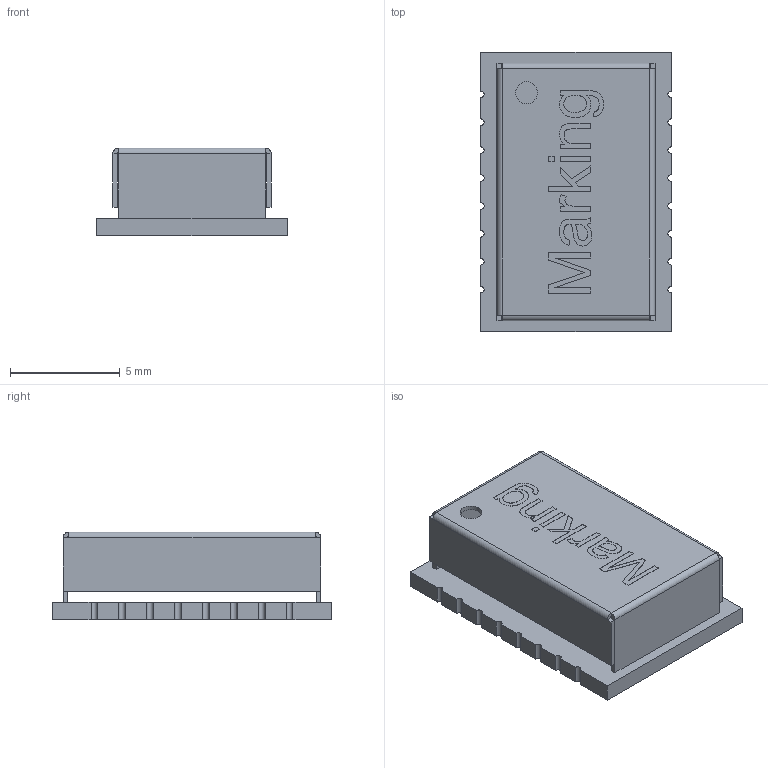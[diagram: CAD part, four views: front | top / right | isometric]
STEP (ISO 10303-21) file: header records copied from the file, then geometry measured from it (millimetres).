
FILE_DESCRIPTION(/* description */ ('Unknown'),/* implementation_level */ '2;1');
FILE_NAME(/* name */ 'T_Wurth_WE-LANAQ_749012310',/* time_stamp */ '2025-08-26T14:42:16+08:00',/* author */ ('Unknown'),/* organization */ ('Unknown'),/* preprocessor_version */ 'ST-DEVELOPER v19.4',/* originating_system */ 'Solid Edge',/* authorisation */ 'Unknown');
FILE_SCHEMA (('AUTOMOTIVE_DESIGN {1 0 10303 214 3 1 1}'));
Length unit declared in the file: millimetre
Products named in the file (2): T_Wurth_WE-LANAQ_749012310
Assembly tree (1 placements, depth 2):
  T_Wurth_WE-LANAQ_749012310
    T_Wurth_WE-LANAQ_749012310
Bounding box: 8.67 x 12.7 x 4 mm (x, y, z)
Volume: 123.5 mm3; surface area: 623.2 mm2
Topology: 1 solids, 1 shells, 147 faces, 382 edges, 247 vertices
Faces by surface type: plane 106, cylinder 26, bspline 15
Full cylindrical faces by diameter (mm): 1 x1
Entity records: 6161 total; most frequent: CARTESIAN_POINT 1747, ORIENTED_EDGE 758, DIRECTION 571, EDGE_CURVE 379, VERTEX_POINT 246, LINE 203, VECTOR 203, AXIS2_PLACEMENT_3D 184
